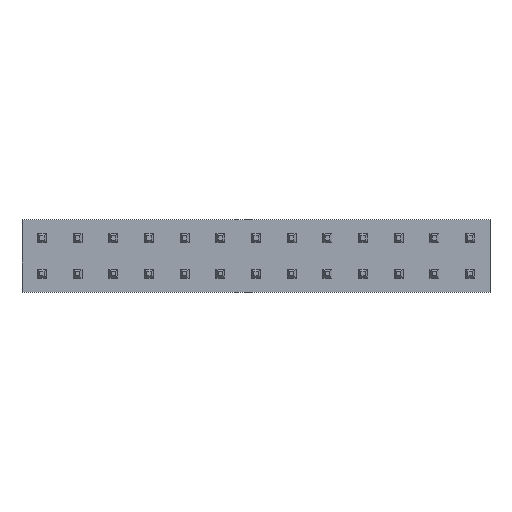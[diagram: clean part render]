
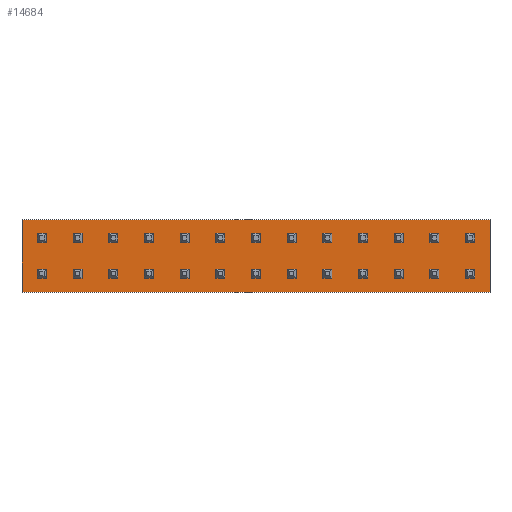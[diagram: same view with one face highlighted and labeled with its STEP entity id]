
A CAD part, top view. The second image highlights one B-rep face of the part: STEP entity #14684.
In plain terms, the highlighted planar face has unit normal (0, 0, 1).
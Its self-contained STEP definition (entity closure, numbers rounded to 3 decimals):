
#14559 = CARTESIAN_POINT ( 'NONE',  ( 31.9, 3.845, 2.54 ) ) ;
#14560 = VERTEX_POINT ( 'NONE', #14559 ) ;
#14567 = CARTESIAN_POINT ( 'NONE',  ( 31.9, -1.305, 2.54 ) ) ;
#14568 = VERTEX_POINT ( 'NONE', #14567 ) ;
#14569 = CARTESIAN_POINT ( 'NONE',  ( 31.9, -1.305, 2.54 ) ) ;
#14570 = DIRECTION ( 'NONE',  ( 0., 1., 0. ) ) ;
#14571 = VECTOR ( 'NONE', #14570, 1000. ) ;
#14572 = LINE ( 'NONE', #14569, #14571 ) ;
#14573 = EDGE_CURVE ( 'NONE', #14568, #14560, #14572, .T. ) ;
#14597 = CARTESIAN_POINT ( 'NONE',  ( -1.42, 3.845, 2.54 ) ) ;
#14598 = VERTEX_POINT ( 'NONE', #14597 ) ;
#14605 = CARTESIAN_POINT ( 'NONE',  ( -1.42, 3.845, 2.54 ) ) ;
#14606 = DIRECTION ( 'NONE',  ( -1., 0., 0. ) ) ;
#14607 = VECTOR ( 'NONE', #14606, 1000. ) ;
#14608 = LINE ( 'NONE', #14605, #14607 ) ;
#14609 = EDGE_CURVE ( 'NONE', #14560, #14598, #14608, .T. ) ;
#14628 = CARTESIAN_POINT ( 'NONE',  ( -1.42, -1.305, 2.54 ) ) ;
#14629 = VERTEX_POINT ( 'NONE', #14628 ) ;
#14636 = CARTESIAN_POINT ( 'NONE',  ( -1.42, -1.305, 2.54 ) ) ;
#14637 = DIRECTION ( 'NONE',  ( 0., -1., 0. ) ) ;
#14638 = VECTOR ( 'NONE', #14637, 1000. ) ;
#14639 = LINE ( 'NONE', #14636, #14638 ) ;
#14640 = EDGE_CURVE ( 'NONE', #14598, #14629, #14639, .T. ) ;
#14658 = CARTESIAN_POINT ( 'NONE',  ( -1.42, -1.305, 2.54 ) ) ;
#14659 = DIRECTION ( 'NONE',  ( 1., 0., 0. ) ) ;
#14660 = VECTOR ( 'NONE', #14659, 1000. ) ;
#14661 = LINE ( 'NONE', #14658, #14660 ) ;
#14662 = EDGE_CURVE ( 'NONE', #14629, #14568, #14661, .T. ) ;
#14673 = ORIENTED_EDGE ( 'NONE', *, *, #14573, .T. ) ;
#14674 = ORIENTED_EDGE ( 'NONE', *, *, #14609, .T. ) ;
#14675 = ORIENTED_EDGE ( 'NONE', *, *, #14640, .T. ) ;
#14676 = ORIENTED_EDGE ( 'NONE', *, *, #14662, .T. ) ;
#14677 = EDGE_LOOP ( 'NONE', ( #14673, #14674, #14675, #14676 ) ) ;
#14678 = FACE_OUTER_BOUND ( 'NONE', #14677, .T. ) ;
#14679 = CARTESIAN_POINT ( 'NONE',  ( 15.24, 1.27, 2.54 ) ) ;
#14680 = DIRECTION ( 'NONE',  ( 0., 0., -1. ) ) ;
#14681 = DIRECTION ( 'NONE',  ( 0., 1., 0. ) ) ;
#14682 = AXIS2_PLACEMENT_3D ( 'NONE', #14679, #14680, #14681 ) ;
#14683 = PLANE ( 'NONE', #14682 ) ;
#14684 = ADVANCED_FACE ( 'NONE', ( #14678 ), #14683, .F. ) ;
